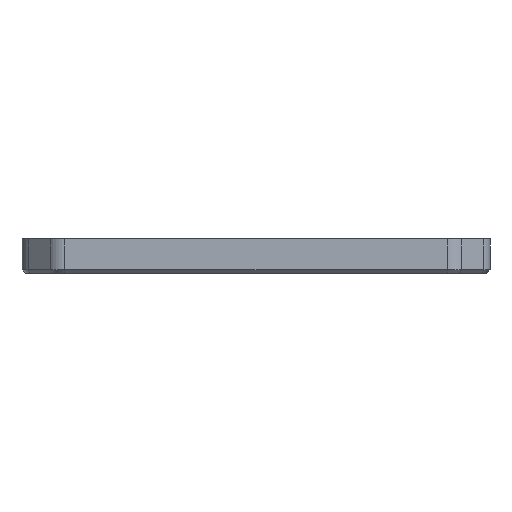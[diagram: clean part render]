
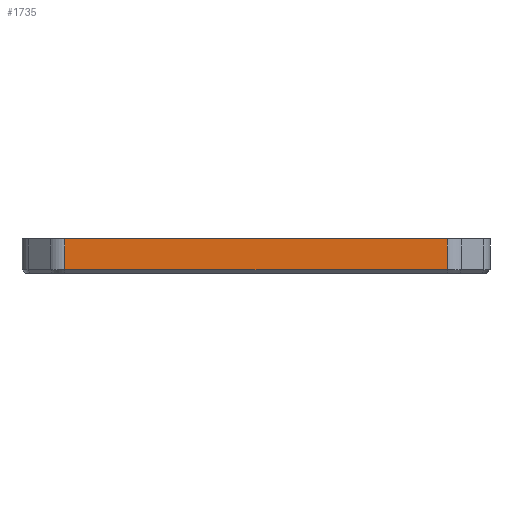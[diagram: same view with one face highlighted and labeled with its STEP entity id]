
A CAD part, front view. The second image highlights one B-rep face of the part: STEP entity #1735.
In plain terms, the highlighted planar face has unit normal (0, -1, 0).
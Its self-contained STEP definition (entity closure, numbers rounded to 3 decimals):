
#455 = ORIENTED_EDGE ( 'NONE', *, *, #2678, .T. ) ;
#502 = CARTESIAN_POINT ( 'NONE',  ( 39.01, -55.35, -5.02 ) ) ;
#556 = ORIENTED_EDGE ( 'NONE', *, *, #2612, .T. ) ;
#816 = CARTESIAN_POINT ( 'NONE',  ( 39.01, -55.35, -0.02 ) ) ;
#1465 = VECTOR ( 'NONE', #8492, 1000. ) ;
#1735 = ADVANCED_FACE ( 'NONE', ( #9308 ), #5626, .F. ) ;
#1771 = ORIENTED_EDGE ( 'NONE', *, *, #6485, .T. ) ;
#1923 = VECTOR ( 'NONE', #6765, 1000. ) ;
#2129 = CARTESIAN_POINT ( 'NONE',  ( 32.767, -55.35, -0.02 ) ) ;
#2368 = CARTESIAN_POINT ( 'NONE',  ( -22.747, -55.35, -5.02 ) ) ;
#2612 = EDGE_CURVE ( 'NONE', #6862, #7389, #3809, .T. ) ;
#2639 = LINE ( 'NONE', #6180, #1465 ) ;
#2678 = EDGE_CURVE ( 'NONE', #6256, #3106, #2639, .T. ) ;
#3106 = VERTEX_POINT ( 'NONE', #4072 ) ;
#3809 = LINE ( 'NONE', #816, #1923 ) ;
#3827 = LINE ( 'NONE', #2368, #8961 ) ;
#4072 = CARTESIAN_POINT ( 'NONE',  ( 32.767, -55.35, -4.52 ) ) ;
#4550 = EDGE_CURVE ( 'NONE', #7389, #6256, #3827, .T. ) ;
#5474 = ORIENTED_EDGE ( 'NONE', *, *, #4550, .T. ) ;
#5626 = PLANE ( 'NONE',  #5903 ) ;
#5728 = DIRECTION ( 'NONE',  ( -1., 0., 0. ) ) ;
#5733 = DIRECTION ( 'NONE',  ( 0., 0., 1. ) ) ;
#5890 = CARTESIAN_POINT ( 'NONE',  ( -22.747, -55.35, -4.52 ) ) ;
#5903 = AXIS2_PLACEMENT_3D ( 'NONE', #502, #8577, #5728 ) ;
#5944 = CARTESIAN_POINT ( 'NONE',  ( -22.747, -55.35, -0.02 ) ) ;
#6180 = CARTESIAN_POINT ( 'NONE',  ( 32.767, -55.35, -4.52 ) ) ;
#6256 = VERTEX_POINT ( 'NONE', #5890 ) ;
#6485 = EDGE_CURVE ( 'NONE', #3106, #6862, #6512, .T. ) ;
#6512 = LINE ( 'NONE', #8534, #7736 ) ;
#6765 = DIRECTION ( 'NONE',  ( -1., 0., 0. ) ) ;
#6862 = VERTEX_POINT ( 'NONE', #2129 ) ;
#7389 = VERTEX_POINT ( 'NONE', #5944 ) ;
#7550 = DIRECTION ( 'NONE',  ( 0., 0., -1. ) ) ;
#7736 = VECTOR ( 'NONE', #5733, 1000. ) ;
#8492 = DIRECTION ( 'NONE',  ( 1., 0., 0. ) ) ;
#8533 = EDGE_LOOP ( 'NONE', ( #5474, #455, #1771, #556 ) ) ;
#8534 = CARTESIAN_POINT ( 'NONE',  ( 32.767, -55.35, -0.02 ) ) ;
#8577 = DIRECTION ( 'NONE',  ( 0., 1., 0. ) ) ;
#8961 = VECTOR ( 'NONE', #7550, 1000. ) ;
#9308 = FACE_OUTER_BOUND ( 'NONE', #8533, .T. ) ;
